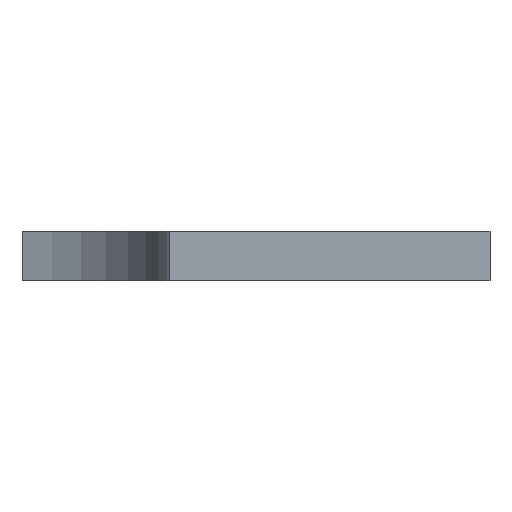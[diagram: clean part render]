
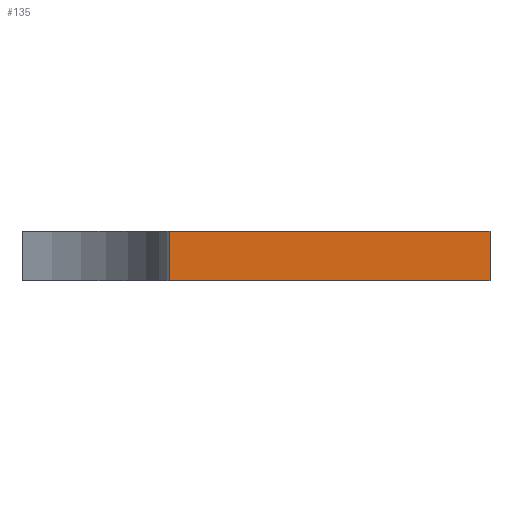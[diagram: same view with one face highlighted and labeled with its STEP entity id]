
A CAD part, front view. The second image highlights one B-rep face of the part: STEP entity #135.
In plain terms, the highlighted planar face has unit normal (0, -1, 0).
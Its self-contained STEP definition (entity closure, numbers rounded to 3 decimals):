
#135=ADVANCED_FACE('',(#353),#354,.T.);
#353=FACE_OUTER_BOUND('',#650,.T.);
#354=PLANE('',#651);
#650=EDGE_LOOP('',(#1050,#1051,#1052,#1053));
#651=AXIS2_PLACEMENT_3D('',#1054,#1055,#1056);
#1050=ORIENTED_EDGE('',*,*,#1676,.T.);
#1051=ORIENTED_EDGE('',*,*,#1754,.F.);
#1052=ORIENTED_EDGE('',*,*,#1711,.F.);
#1053=ORIENTED_EDGE('',*,*,#1756,.T.);
#1054=CARTESIAN_POINT('',(-170.0,0.,0.0));
#1055=DIRECTION('',(0.,-1.0,0.0));
#1056=DIRECTION('',(-1.0,0.,0.0));
#1676=EDGE_CURVE('',#2020,#2018,#2021,.T.);
#1711=EDGE_CURVE('',#2084,#2086,#2087,.T.);
#1754=EDGE_CURVE('',#2086,#2018,#2163,.T.);
#1756=EDGE_CURVE('',#2084,#2020,#2165,.T.);
#2018=VERTEX_POINT('',#2497);
#2020=VERTEX_POINT('',#2500);
#2021=LINE('',#2501,#2502);
#2084=VERTEX_POINT('',#2580);
#2086=VERTEX_POINT('',#2583);
#2087=LINE('',#2584,#2585);
#2163=LINE('',#2671,#2672);
#2165=LINE('',#2674,#2675);
#2497=CARTESIAN_POINT('',(-300.0,0.,40.0));
#2500=CARTESIAN_POINT('',(-40.0,0.,40.0));
#2501=CARTESIAN_POINT('',(-170.0,0.,40.0));
#2502=VECTOR('',#3042,1.0);
#2580=CARTESIAN_POINT('',(-40.0,0.,0.0));
#2583=CARTESIAN_POINT('',(-300.0,0.,0.0));
#2584=CARTESIAN_POINT('',(-170.0,0.,0.0));
#2585=VECTOR('',#3110,1.0);
#2671=CARTESIAN_POINT('',(-300.0,0.,0.0));
#2672=VECTOR('',#3205,1.0);
#2674=CARTESIAN_POINT('',(-40.0,0.,0.0));
#2675=VECTOR('',#3206,1.0);
#3042=DIRECTION('',(-1.0,0.,0.0));
#3110=DIRECTION('',(-1.0,0.,0.0));
#3205=DIRECTION('',(0.0,0.0,1.0));
#3206=DIRECTION('',(0.0,0.0,1.0));
